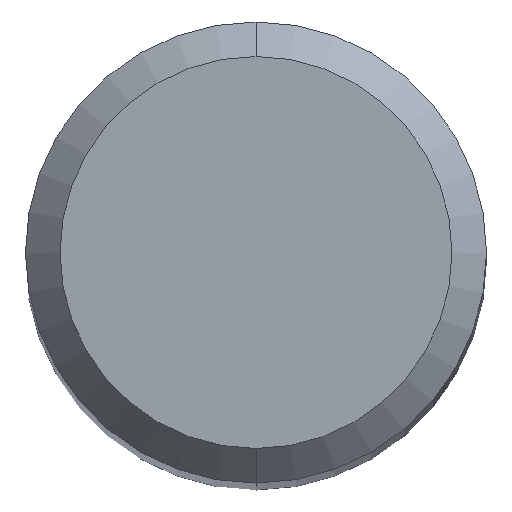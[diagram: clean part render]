
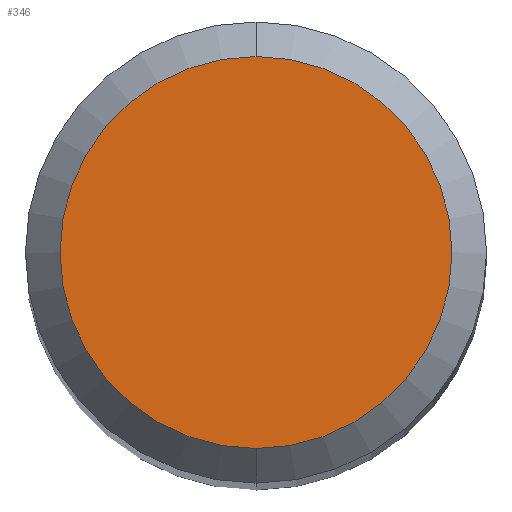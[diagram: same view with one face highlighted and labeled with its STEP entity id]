
A CAD part, top view. The second image highlights one B-rep face of the part: STEP entity #346.
In plain terms, the highlighted planar face has unit normal (0, 0, 1).
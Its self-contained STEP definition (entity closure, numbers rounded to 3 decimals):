
#246=VERTEX_POINT('',#546);
#270=EDGE_CURVE('',#246,#426,#575,.T.);
#304=EDGE_CURVE('',#426,#246,#612,.T.);
#346=ADVANCED_FACE('',(#658),#659,.T.);
#426=VERTEX_POINT('',#747);
#546=CARTESIAN_POINT('',(0.0,1.7,0.0));
#575=CIRCLE('',#947,1.7);
#612=CIRCLE('',#1046,1.7);
#658=FACE_OUTER_BOUND('',#1150,.T.);
#659=PLANE('',#1151);
#747=CARTESIAN_POINT('',(0.,-1.7,0.0));
#947=AXIS2_PLACEMENT_3D('',#1520,#1521,#1522);
#1046=AXIS2_PLACEMENT_3D('',#1555,#1556,#1557);
#1150=EDGE_LOOP('',(#1609,#1610));
#1151=AXIS2_PLACEMENT_3D('',#1611,#1612,#1613);
#1520=CARTESIAN_POINT('',(0.0,0.0,0.0));
#1521=DIRECTION('',(0.0,0.0,-1.0));
#1522=DIRECTION('',(0.0,1.0,0.0));
#1555=CARTESIAN_POINT('',(0.0,0.0,0.0));
#1556=DIRECTION('',(0.0,0.0,-1.0));
#1557=DIRECTION('',(0.0,1.0,0.0));
#1609=ORIENTED_EDGE('',*,*,#270,.F.);
#1610=ORIENTED_EDGE('',*,*,#304,.F.);
#1611=CARTESIAN_POINT('',(0.0,0.85,0.0));
#1612=DIRECTION('',(-0.0,0.0,1.0));
#1613=DIRECTION('',(0.0,-1.0,0.0));
